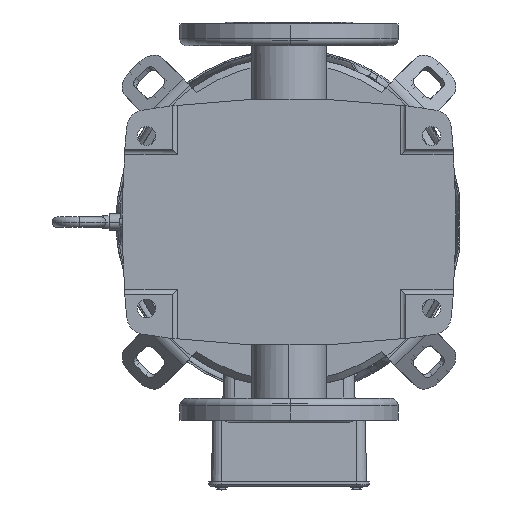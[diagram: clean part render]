
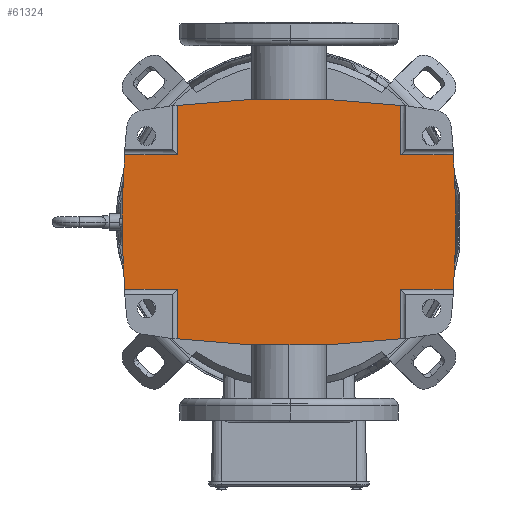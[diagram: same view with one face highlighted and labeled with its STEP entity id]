
A CAD part, front view. The second image highlights one B-rep face of the part: STEP entity #61324.
In plain terms, the highlighted planar face has unit normal (0, -1, 0).
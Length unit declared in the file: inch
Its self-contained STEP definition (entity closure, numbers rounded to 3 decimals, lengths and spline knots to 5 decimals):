
#1207 = ORIENTED_EDGE ( 'NONE', *, *, #67645, .T. ) ;
#1463 = LINE ( 'NONE', #29531, #63183 ) ;
#1515 = ORIENTED_EDGE ( 'NONE', *, *, #60068, .F. ) ;
#2040 = ORIENTED_EDGE ( 'NONE', *, *, #64190, .T. ) ;
#2078 = CARTESIAN_POINT ( 'NONE',  ( -1.99928, 0.19685, -6.87992 ) ) ;
#2178 = VERTEX_POINT ( 'NONE', #57222 ) ;
#2642 = CARTESIAN_POINT ( 'NONE',  ( -4.59646, 0.19685, 3.31346 ) ) ;
#5532 = ORIENTED_EDGE ( 'NONE', *, *, #42083, .F. ) ;
#6145 = AXIS2_PLACEMENT_3D ( 'NONE', #2078, #74127, #55866 ) ;
#6632 = VERTEX_POINT ( 'NONE', #18664 ) ;
#6898 = CARTESIAN_POINT ( 'NONE',  ( 1.99928, 0.19685, -6.87992 ) ) ;
#8407 = VERTEX_POINT ( 'NONE', #59019 ) ;
#11711 = CARTESIAN_POINT ( 'NONE',  ( 1.99928, 0.19685, 4.87898 ) ) ;
#12287 = AXIS2_PLACEMENT_3D ( 'NONE', #64000, #52494, #23014 ) ;
#12432 = ORIENTED_EDGE ( 'NONE', *, *, #75302, .T. ) ;
#12794 = CARTESIAN_POINT ( 'NONE',  ( -1.99928, 0.19685, -3.31346 ) ) ;
#12982 = LINE ( 'NONE', #50393, #38315 ) ;
#13424 = DIRECTION ( 'NONE',  ( 0., 0., 1. ) ) ;
#13753 = LINE ( 'NONE', #69165, #74482 ) ;
#14308 = AXIS2_PLACEMENT_3D ( 'NONE', #76145, #70977, #34798 ) ;
#14634 = CARTESIAN_POINT ( 'NONE',  ( 0., 0.19685, -4.95031 ) ) ;
#14637 = DIRECTION ( 'NONE',  ( 1., 0., 0. ) ) ;
#16423 = ORIENTED_EDGE ( 'NONE', *, *, #29814, .T. ) ;
#16773 = LINE ( 'NONE', #47355, #76393 ) ;
#17496 = ORIENTED_EDGE ( 'NONE', *, *, #67517, .F. ) ;
#17969 = CIRCLE ( 'NONE', #49844, 28.05268 ) ;
#18664 = CARTESIAN_POINT ( 'NONE',  ( 1.99928, 0.19685, -3.31346 ) ) ;
#20093 = EDGE_LOOP ( 'NONE', ( #26061, #17496, #2040, #16423, #1515, #49785, #64352, #12432, #68623, #72480, #5532, #21959, #44047, #1207 ) ) ;
#21011 = VERTEX_POINT ( 'NONE', #55150 ) ;
#21959 = ORIENTED_EDGE ( 'NONE', *, *, #24753, .T. ) ;
#23014 = DIRECTION ( 'NONE',  ( 0., 0., 1. ) ) ;
#23696 = VERTEX_POINT ( 'NONE', #53916 ) ;
#24753 = EDGE_CURVE ( 'NONE', #23696, #60864, #25592, .T. ) ;
#25175 = CARTESIAN_POINT ( 'NONE',  ( 23.10236, 0.19685, 0. ) ) ;
#25460 = CIRCLE ( 'NONE', #31255, 26.77315 ) ;
#25592 = LINE ( 'NONE', #30733, #55425 ) ;
#26061 = ORIENTED_EDGE ( 'NONE', *, *, #62598, .F. ) ;
#27512 = CARTESIAN_POINT ( 'NONE',  ( -1.99928, 0.19685, -6.87992 ) ) ;
#27603 = AXIS2_PLACEMENT_3D ( 'NONE', #60064, #72041, #48809 ) ;
#28053 = VERTEX_POINT ( 'NONE', #70093 ) ;
#28153 = DIRECTION ( 'NONE',  ( 0., 0., 1. ) ) ;
#29483 = LINE ( 'NONE', #6898, #38799 ) ;
#29531 = CARTESIAN_POINT ( 'NONE',  ( -4.59646, 0.19685, -3.31346 ) ) ;
#29814 = EDGE_CURVE ( 'NONE', #44687, #60375, #12982, .T. ) ;
#30733 = CARTESIAN_POINT ( 'NONE',  ( 1.99928, 0.19685, -6.87992 ) ) ;
#30915 = DIRECTION ( 'NONE',  ( 0., 0., 1. ) ) ;
#31158 = EDGE_CURVE ( 'NONE', #59554, #2178, #62500, .T. ) ;
#31255 = AXIS2_PLACEMENT_3D ( 'NONE', #25175, #72140, #60926 ) ;
#34381 = EDGE_CURVE ( 'NONE', #6632, #38398, #1463, .T. ) ;
#34798 = DIRECTION ( 'NONE',  ( 0., 0., 1. ) ) ;
#38315 = VECTOR ( 'NONE', #14637, 39.37008 ) ;
#38398 = VERTEX_POINT ( 'NONE', #63556 ) ;
#38472 = PLANE ( 'NONE',  #6145 ) ;
#38799 = VECTOR ( 'NONE', #60441, 39.37008 ) ;
#38841 = EDGE_CURVE ( 'NONE', #60864, #56738, #17969, .T. ) ;
#39600 = DIRECTION ( 'NONE',  ( 0., 0., 1. ) ) ;
#39957 = DIRECTION ( 'NONE',  ( 1., 0., 0. ) ) ;
#40324 = FACE_OUTER_BOUND ( 'NONE', #20093, .T. ) ;
#41262 = DIRECTION ( 'NONE',  ( 1., 0., 0. ) ) ;
#41362 = VECTOR ( 'NONE', #52770, 39.37008 ) ;
#42083 = EDGE_CURVE ( 'NONE', #23696, #28053, #13753, .T. ) ;
#44047 = ORIENTED_EDGE ( 'NONE', *, *, #38841, .T. ) ;
#44687 = VERTEX_POINT ( 'NONE', #50786 ) ;
#45129 = LINE ( 'NONE', #27512, #41362 ) ;
#47355 = CARTESIAN_POINT ( 'NONE',  ( -1.99928, 0.19685, -6.87992 ) ) ;
#47377 = CARTESIAN_POINT ( 'NONE',  ( 0., 0.19685, 4.95031 ) ) ;
#48809 = DIRECTION ( 'NONE',  ( 0., 0., 1. ) ) ;
#49404 = DIRECTION ( 'NONE',  ( 1., 0., 0. ) ) ;
#49785 = ORIENTED_EDGE ( 'NONE', *, *, #31158, .F. ) ;
#49844 = AXIS2_PLACEMENT_3D ( 'NONE', #51382, #51879, #28153 ) ;
#50393 = CARTESIAN_POINT ( 'NONE',  ( -4.59646, 0.19685, -3.31346 ) ) ;
#50449 = VECTOR ( 'NONE', #49404, 39.37008 ) ;
#50786 = CARTESIAN_POINT ( 'NONE',  ( -3.46496, 0.19685, -3.31346 ) ) ;
#51382 = CARTESIAN_POINT ( 'NONE',  ( 0., 0.19685, -23.10236 ) ) ;
#51879 = DIRECTION ( 'NONE',  ( 0., -1., 0. ) ) ;
#52385 = EDGE_CURVE ( 'NONE', #21011, #59554, #73724, .T. ) ;
#52494 = DIRECTION ( 'NONE',  ( 0., -1., 0. ) ) ;
#52702 = AXIS2_PLACEMENT_3D ( 'NONE', #75739, #58309, #39600 ) ;
#52770 = DIRECTION ( 'NONE',  ( 0., 0., 1. ) ) ;
#53916 = CARTESIAN_POINT ( 'NONE',  ( 1.99928, 0.19685, 3.31346 ) ) ;
#55150 = CARTESIAN_POINT ( 'NONE',  ( 1.99928, 0.19685, -4.87898 ) ) ;
#55425 = VECTOR ( 'NONE', #13424, 39.37008 ) ;
#55866 = DIRECTION ( 'NONE',  ( 0., 0., 1. ) ) ;
#55956 = CIRCLE ( 'NONE', #12287, 28.05268 ) ;
#56738 = VERTEX_POINT ( 'NONE', #47377 ) ;
#57222 = CARTESIAN_POINT ( 'NONE',  ( -1.99928, 0.19685, -4.87898 ) ) ;
#58309 = DIRECTION ( 'NONE',  ( 0., 1., 0. ) ) ;
#58934 = VERTEX_POINT ( 'NONE', #73930 ) ;
#59019 = CARTESIAN_POINT ( 'NONE',  ( -3.46496, 0.19685, 3.31346 ) ) ;
#59554 = VERTEX_POINT ( 'NONE', #14634 ) ;
#60064 = CARTESIAN_POINT ( 'NONE',  ( 0., 0.19685, 23.10236 ) ) ;
#60068 = EDGE_CURVE ( 'NONE', #2178, #60375, #45129, .T. ) ;
#60375 = VERTEX_POINT ( 'NONE', #12794 ) ;
#60441 = DIRECTION ( 'NONE',  ( 0., 0., 1. ) ) ;
#60864 = VERTEX_POINT ( 'NONE', #11711 ) ;
#60926 = DIRECTION ( 'NONE',  ( 0., 0., 1. ) ) ;
#61324 = ADVANCED_FACE ( 'NONE', ( #40324 ), #38472, .F. ) ;
#62137 = VERTEX_POINT ( 'NONE', #70382 ) ;
#62357 = EDGE_CURVE ( 'NONE', #28053, #38398, #73792, .T. ) ;
#62500 = CIRCLE ( 'NONE', #27603, 28.05268 ) ;
#62598 = EDGE_CURVE ( 'NONE', #58934, #62137, #16773, .T. ) ;
#63183 = VECTOR ( 'NONE', #41262, 39.37008 ) ;
#63556 = CARTESIAN_POINT ( 'NONE',  ( 3.46496, 0.19685, -3.31346 ) ) ;
#64000 = CARTESIAN_POINT ( 'NONE',  ( 0., 0.19685, -23.10236 ) ) ;
#64190 = EDGE_CURVE ( 'NONE', #8407, #44687, #25460, .T. ) ;
#64352 = ORIENTED_EDGE ( 'NONE', *, *, #52385, .F. ) ;
#66333 = LINE ( 'NONE', #2642, #50449 ) ;
#67517 = EDGE_CURVE ( 'NONE', #8407, #58934, #66333, .T. ) ;
#67645 = EDGE_CURVE ( 'NONE', #56738, #62137, #55956, .T. ) ;
#68623 = ORIENTED_EDGE ( 'NONE', *, *, #34381, .T. ) ;
#69165 = CARTESIAN_POINT ( 'NONE',  ( -4.59646, 0.19685, 3.31346 ) ) ;
#70093 = CARTESIAN_POINT ( 'NONE',  ( 3.46496, 0.19685, 3.31346 ) ) ;
#70382 = CARTESIAN_POINT ( 'NONE',  ( -1.99928, 0.19685, 4.87898 ) ) ;
#70977 = DIRECTION ( 'NONE',  ( 0., 1., 0. ) ) ;
#72041 = DIRECTION ( 'NONE',  ( 0., 1., 0. ) ) ;
#72140 = DIRECTION ( 'NONE',  ( 0., -1., 0. ) ) ;
#72480 = ORIENTED_EDGE ( 'NONE', *, *, #62357, .F. ) ;
#73724 = CIRCLE ( 'NONE', #14308, 28.05268 ) ;
#73792 = CIRCLE ( 'NONE', #52702, 26.77315 ) ;
#73930 = CARTESIAN_POINT ( 'NONE',  ( -1.99928, 0.19685, 3.31346 ) ) ;
#74127 = DIRECTION ( 'NONE',  ( 0., 1., 0. ) ) ;
#74482 = VECTOR ( 'NONE', #39957, 39.37008 ) ;
#75302 = EDGE_CURVE ( 'NONE', #21011, #6632, #29483, .T. ) ;
#75739 = CARTESIAN_POINT ( 'NONE',  ( -23.10236, 0.19685, 0. ) ) ;
#76145 = CARTESIAN_POINT ( 'NONE',  ( 0., 0.19685, 23.10236 ) ) ;
#76393 = VECTOR ( 'NONE', #30915, 39.37008 ) ;
